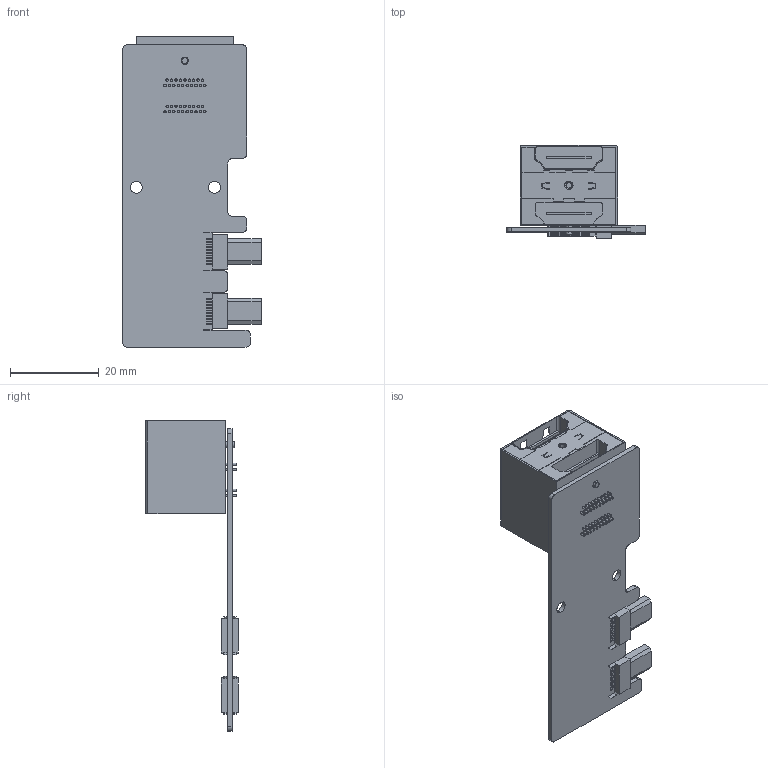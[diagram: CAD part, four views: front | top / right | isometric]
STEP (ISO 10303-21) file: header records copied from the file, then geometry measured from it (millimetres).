
FILE_DESCRIPTION (( 'STEP AP214' ), '1' );
FILE_NAME ('U6129.STEP', '2022-07-04T03:34:54', ( '' ), ( '' ), 'SwSTEP 2.0', 'SolidWorks 2021', '' );
FILE_SCHEMA (( 'AUTOMOTIVE_DESIGN' ));
Length unit declared in the file: millimetre
Products named in the file (4): 蛌諉啣ㄗpi盓殤ㄘ; U6129; micro HDMID; ˫HDMI
Assembly tree (4 placements, depth 2):
  U6129
    蛌諉啣ㄗpi盓殤ㄘ
    ˫HDMI
    micro HDMID  x2
Bounding box: 31.21 x 20.9 x 70.1 mm (x, y, z)
Volume: 9505.5 mm3; surface area: 8188.7 mm2
Topology: 83 solids, 83 shells, 1192 faces, 2902 edges, 1928 vertices
Faces by surface type: plane 990, cylinder 198, torus 2, cone 2
Entity records: 28249 total; most frequent: CARTESIAN_POINT 4043, DIRECTION 3950, ORIENTED_EDGE 3900, EDGE_CURVE 1950, LINE 1544, VECTOR 1544, VERTEX_POINT 1296, AXIS2_PLACEMENT_3D 1203
